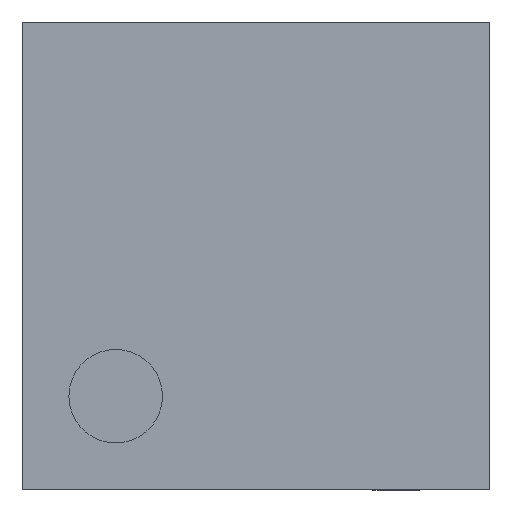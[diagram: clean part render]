
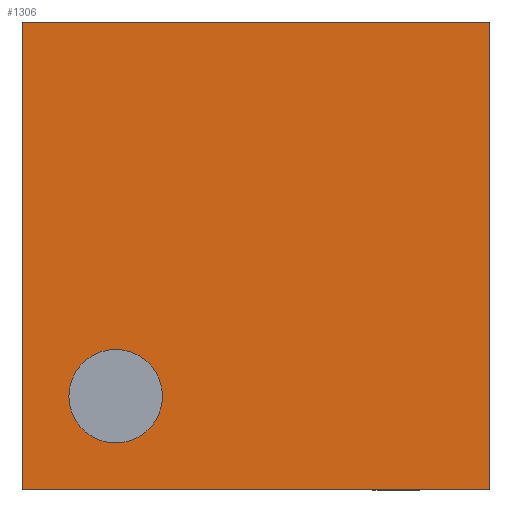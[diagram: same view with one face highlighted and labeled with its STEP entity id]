
A CAD part, top view. The second image highlights one B-rep face of the part: STEP entity #1306.
In plain terms, the highlighted planar face has unit normal (0, 0, 1).
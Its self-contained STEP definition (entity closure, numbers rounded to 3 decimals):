
#13 = CARTESIAN_POINT ( 'NONE',  ( -1.25, -1.25, 0.75 ) ) ;
#79 = EDGE_LOOP ( 'NONE', ( #904, #1531, #1250, #534 ) ) ;
#97 = EDGE_LOOP ( 'NONE', ( #403, #785 ) ) ;
#135 = DIRECTION ( 'NONE',  ( 1., 0., 0. ) ) ;
#164 = VERTEX_POINT ( 'NONE', #13 ) ;
#320 = EDGE_CURVE ( 'NONE', #1208, #1110, #861, .T. ) ;
#353 = CIRCLE ( 'NONE', #1303, 0.25 ) ;
#363 = FACE_BOUND ( 'NONE', #97, .T. ) ;
#375 = CARTESIAN_POINT ( 'NONE',  ( -1.25, 1.25, 0.75 ) ) ;
#397 = DIRECTION ( 'NONE',  ( 0., 0., 1. ) ) ;
#403 = ORIENTED_EDGE ( 'NONE', *, *, #1909, .F. ) ;
#462 = CARTESIAN_POINT ( 'NONE',  ( -1.25, 1.25, 0.75 ) ) ;
#499 = EDGE_CURVE ( 'NONE', #689, #1208, #1087, .T. ) ;
#534 = ORIENTED_EDGE ( 'NONE', *, *, #1240, .T. ) ;
#689 = VERTEX_POINT ( 'NONE', #1874 ) ;
#705 = DIRECTION ( 'NONE',  ( 1., 0., 0. ) ) ;
#720 = CARTESIAN_POINT ( 'NONE',  ( 0., 0., 0.75 ) ) ;
#776 = AXIS2_PLACEMENT_3D ( 'NONE', #878, #888, #2041 ) ;
#785 = ORIENTED_EDGE ( 'NONE', *, *, #1626, .F. ) ;
#836 = CARTESIAN_POINT ( 'NONE',  ( -1., -0.75, 0.75 ) ) ;
#861 = LINE ( 'NONE', #375, #1437 ) ;
#878 = CARTESIAN_POINT ( 'NONE',  ( -0.75, -0.75, 0.75 ) ) ;
#888 = DIRECTION ( 'NONE',  ( 0., 0., 1. ) ) ;
#889 = DIRECTION ( 'NONE',  ( -1., 0., 0. ) ) ;
#904 = ORIENTED_EDGE ( 'NONE', *, *, #499, .T. ) ;
#1000 = CIRCLE ( 'NONE', #776, 0.25 ) ;
#1025 = CARTESIAN_POINT ( 'NONE',  ( 1.25, 1.25, 0.75 ) ) ;
#1087 = LINE ( 'NONE', #1141, #1302 ) ;
#1110 = VERTEX_POINT ( 'NONE', #462 ) ;
#1141 = CARTESIAN_POINT ( 'NONE',  ( 1.25, 1.25, 0.75 ) ) ;
#1185 = DIRECTION ( 'NONE',  ( 0., -1., 0. ) ) ;
#1202 = FACE_OUTER_BOUND ( 'NONE', #79, .T. ) ;
#1208 = VERTEX_POINT ( 'NONE', #1025 ) ;
#1240 = EDGE_CURVE ( 'NONE', #164, #689, #2147, .T. ) ;
#1250 = ORIENTED_EDGE ( 'NONE', *, *, #1269, .T. ) ;
#1255 = VECTOR ( 'NONE', #1185, 1000. ) ;
#1269 = EDGE_CURVE ( 'NONE', #1110, #164, #2004, .T. ) ;
#1302 = VECTOR ( 'NONE', #1525, 1000. ) ;
#1303 = AXIS2_PLACEMENT_3D ( 'NONE', #1803, #2141, #135 ) ;
#1306 = ADVANCED_FACE ( 'NONE', ( #363, #1202 ), #1395, .T. ) ;
#1311 = CARTESIAN_POINT ( 'NONE',  ( -0.5, -0.75, 0.75 ) ) ;
#1350 = DIRECTION ( 'NONE',  ( 1., 0., 0. ) ) ;
#1395 = PLANE ( 'NONE',  #1549 ) ;
#1437 = VECTOR ( 'NONE', #889, 1000. ) ;
#1525 = DIRECTION ( 'NONE',  ( 0., 1., 0. ) ) ;
#1531 = ORIENTED_EDGE ( 'NONE', *, *, #320, .T. ) ;
#1549 = AXIS2_PLACEMENT_3D ( 'NONE', #720, #397, #705 ) ;
#1626 = EDGE_CURVE ( 'NONE', #1747, #1650, #353, .T. ) ;
#1650 = VERTEX_POINT ( 'NONE', #1311 ) ;
#1670 = CARTESIAN_POINT ( 'NONE',  ( -1.25, 1.25, 0.75 ) ) ;
#1747 = VERTEX_POINT ( 'NONE', #836 ) ;
#1803 = CARTESIAN_POINT ( 'NONE',  ( -0.75, -0.75, 0.75 ) ) ;
#1830 = CARTESIAN_POINT ( 'NONE',  ( -1.25, -1.25, 0.75 ) ) ;
#1874 = CARTESIAN_POINT ( 'NONE',  ( 1.25, -1.25, 0.75 ) ) ;
#1909 = EDGE_CURVE ( 'NONE', #1650, #1747, #1000, .T. ) ;
#2004 = LINE ( 'NONE', #1670, #1255 ) ;
#2041 = DIRECTION ( 'NONE',  ( 1., 0., 0. ) ) ;
#2060 = VECTOR ( 'NONE', #1350, 1000. ) ;
#2141 = DIRECTION ( 'NONE',  ( 0., 0., 1. ) ) ;
#2147 = LINE ( 'NONE', #1830, #2060 ) ;
